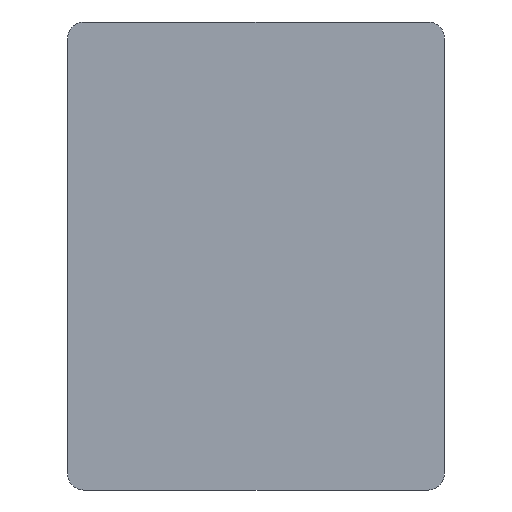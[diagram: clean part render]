
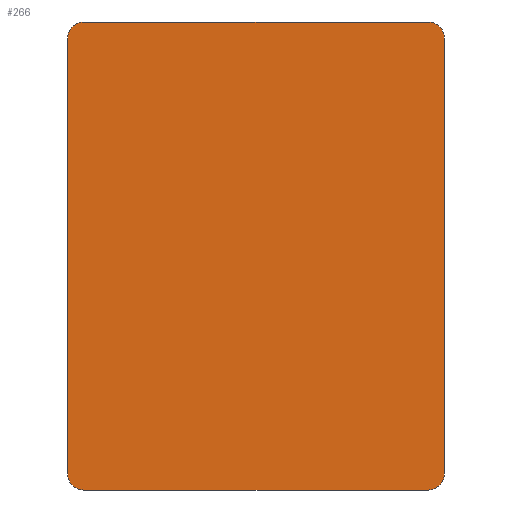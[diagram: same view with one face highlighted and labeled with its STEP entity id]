
A CAD part, left-side view. The second image highlights one B-rep face of the part: STEP entity #266.
In plain terms, the highlighted planar face has unit normal (-1, 0, 0).
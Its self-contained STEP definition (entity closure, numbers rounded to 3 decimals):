
#24=ELLIPSE('',#298,5.002,5.);
#25=ELLIPSE('',#299,5.002,5.);
#26=ELLIPSE('',#300,5.002,5.);
#27=ELLIPSE('',#301,5.002,5.);
#93=ORIENTED_EDGE('',*,*,#142,.F.);
#94=ORIENTED_EDGE('',*,*,#153,.T.);
#95=ORIENTED_EDGE('',*,*,#144,.F.);
#96=ORIENTED_EDGE('',*,*,#154,.T.);
#97=ORIENTED_EDGE('',*,*,#148,.F.);
#98=ORIENTED_EDGE('',*,*,#155,.T.);
#99=ORIENTED_EDGE('',*,*,#151,.F.);
#100=ORIENTED_EDGE('',*,*,#156,.T.);
#142=EDGE_CURVE('',#173,#174,#188,.F.);
#144=EDGE_CURVE('',#175,#176,#190,.F.);
#148=EDGE_CURVE('',#177,#178,#194,.F.);
#151=EDGE_CURVE('',#179,#180,#197,.F.);
#153=EDGE_CURVE('',#173,#176,#24,.F.);
#154=EDGE_CURVE('',#175,#178,#25,.F.);
#155=EDGE_CURVE('',#177,#180,#26,.F.);
#156=EDGE_CURVE('',#179,#174,#27,.F.);
#173=VERTEX_POINT('',#475);
#174=VERTEX_POINT('',#477);
#175=VERTEX_POINT('',#481);
#176=VERTEX_POINT('',#482);
#177=VERTEX_POINT('',#487);
#178=VERTEX_POINT('',#489);
#179=VERTEX_POINT('',#493);
#180=VERTEX_POINT('',#495);
#188=LINE('',#476,#206);
#190=LINE('',#480,#208);
#194=LINE('',#488,#212);
#197=LINE('',#494,#215);
#206=VECTOR('',#331,1000.);
#208=VECTOR('',#335,1000.);
#212=VECTOR('',#341,1000.);
#215=VECTOR('',#346,1000.);
#227=EDGE_LOOP('',(#93,#94,#95,#96,#97,#98,#99,#100));
#243=FACE_BOUND('',#227,.T.);
#255=PLANE('',#297);
#266=ADVANCED_FACE('',(#243),#255,.F.);
#297=AXIS2_PLACEMENT_3D('',#497,#348,#349);
#298=AXIS2_PLACEMENT_3D('',#498,#350,#351);
#299=AXIS2_PLACEMENT_3D('',#499,#352,#353);
#300=AXIS2_PLACEMENT_3D('',#500,#354,#355);
#301=AXIS2_PLACEMENT_3D('',#501,#356,#357);
#331=DIRECTION('',(0.,0.,1.));
#335=DIRECTION('',(0.,1.,0.));
#341=DIRECTION('',(0.,0.,-1.));
#346=DIRECTION('',(0.,-1.,0.));
#348=DIRECTION('',(1.,0.,0.));
#349=DIRECTION('',(0.,1.,0.));
#350=DIRECTION('',(1.,0.,0.));
#351=DIRECTION('',(0.,-0.707,0.707));
#352=DIRECTION('',(1.,0.,0.));
#353=DIRECTION('',(0.,0.707,0.707));
#354=DIRECTION('',(1.,0.,0.));
#355=DIRECTION('',(0.,0.707,-0.707));
#356=DIRECTION('',(1.,0.,0.));
#357=DIRECTION('',(0.,-0.707,-0.707));
#475=CARTESIAN_POINT('',(-0.4,-58.,67.001));
#476=CARTESIAN_POINT('',(-0.4,-58.,0.));
#477=CARTESIAN_POINT('',(-0.4,-58.,-67.001));
#480=CARTESIAN_POINT('',(-0.4,0.,72.));
#481=CARTESIAN_POINT('',(-0.4,53.001,72.));
#482=CARTESIAN_POINT('',(-0.4,-53.001,72.));
#487=CARTESIAN_POINT('',(-0.4,58.,-67.001));
#488=CARTESIAN_POINT('',(-0.4,58.,0.));
#489=CARTESIAN_POINT('',(-0.4,58.,67.001));
#493=CARTESIAN_POINT('',(-0.4,-53.001,-72.));
#494=CARTESIAN_POINT('',(-0.4,0.,-72.));
#495=CARTESIAN_POINT('',(-0.4,53.001,-72.));
#497=CARTESIAN_POINT('',(-0.4,0.,0.));
#498=CARTESIAN_POINT('',(-0.4,-52.999,66.999));
#499=CARTESIAN_POINT('',(-0.4,52.999,66.999));
#500=CARTESIAN_POINT('',(-0.4,52.999,-66.999));
#501=CARTESIAN_POINT('',(-0.4,-52.999,-66.999));
